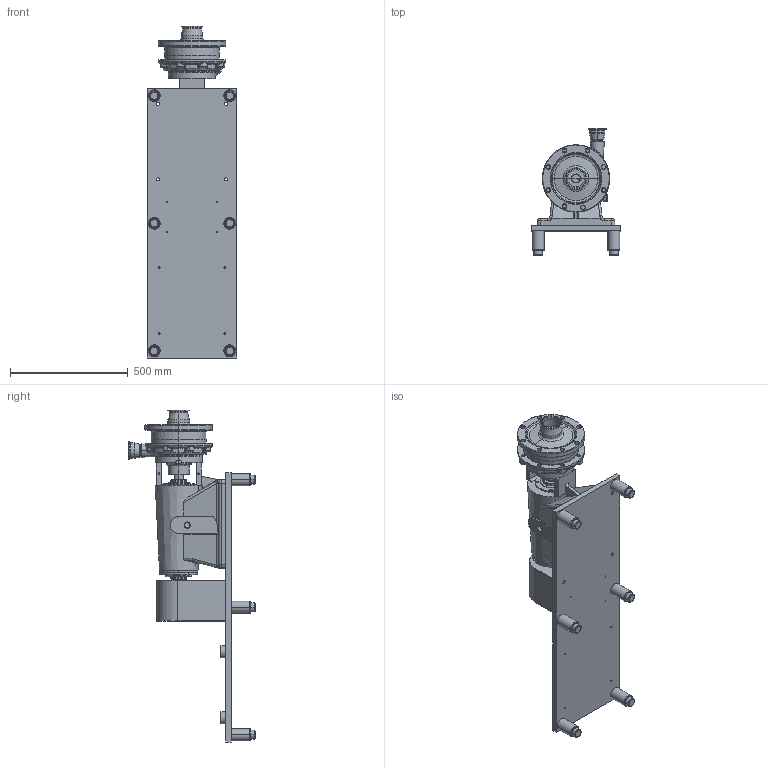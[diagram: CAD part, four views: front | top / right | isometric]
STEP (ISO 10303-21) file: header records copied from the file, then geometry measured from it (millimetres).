
FILE_DESCRIPTION (( 'STEP AP214' ), '1' );
FILE_NAME ('FM322 3 X 2.5 CLAMP 286TS ADJ LEGS.STEP', '2023-10-11T18:30:00', ( '' ), ( '' ), 'SwSTEP 2.0', 'SolidWorks 2023', '' );
FILE_SCHEMA (( 'AUTOMOTIVE_DESIGN' ));
Length unit declared in the file: millimetre
Products named in the file (5): 1275000303 3 X 2.5 CLAMP_3 X 2.5 CLAMP; 1235000035; 1713000012_large leg; FM322 3 X 2.5 CLAMP 286TS ADJ LEGS; 1713000954
Assembly tree (9 placements, depth 2):
  FM322 3 X 2.5 CLAMP 286TS ADJ LEGS
    1713000954
    1713000012_large leg  x6
    1235000035
    1275000303 3 X 2.5 CLAMP_3 X 2.5 CLAMP
Bounding box: 381 x 534.83 x 1408.4 mm (x, y, z)
Volume: 11260854.2 mm3; surface area: 2713567 mm2
Topology: 8 solids, 24 shells, 835 faces, 2168 edges, 1351 vertices
Faces by surface type: cylinder 335, plane 185, torus 131, cone 106, bspline 77, sphere 1
Entity records: 31842 total; most frequent: CARTESIAN_POINT 12460, DIRECTION 4239, ORIENTED_EDGE 3838, EDGE_CURVE 2052, AXIS2_PLACEMENT_3D 1754, VERTEX_POINT 1291, CIRCLE 1038, EDGE_LOOP 916
